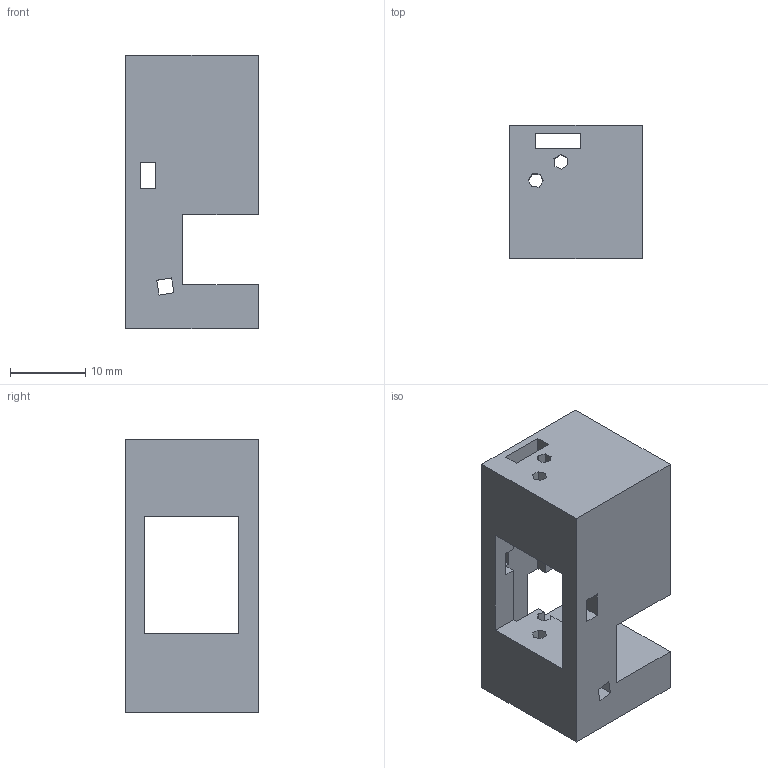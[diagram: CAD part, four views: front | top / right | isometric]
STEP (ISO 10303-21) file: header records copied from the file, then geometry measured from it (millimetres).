
FILE_DESCRIPTION(('Open CASCADE Model'),'2;1');
FILE_NAME('Open CASCADE Shape Model','2021-05-03T16:31:09',('Author'),( 'Open CASCADE'),'Open CASCADE STEP processor 7.4','Open CASCADE 7.4' ,'Unknown');
FILE_SCHEMA(('AUTOMOTIVE_DESIGN { 1 0 10303 214 1 1 1 1 }'));
Length unit declared in the file: millimetre
Products named in the file (1): Open CASCADE STEP translator 7.4 348
Bounding box: 17.64 x 17.73 x 36.35 mm (x, y, z)
Volume: 6301.1 mm3; surface area: 4251 mm2
Topology: 1 solids, 1 shells, 68 faces, 225 edges, 150 vertices
Faces by surface type: plane 68
Entity records: 5204 total; most frequent: CARTESIAN_POINT 1086, DIRECTION 621, LINE 483, VECTOR 483, ORIENTED_EDGE 450, PCURVE 450, DEFINITIONAL_REPRESENTATION 450, EDGE_CURVE 225
